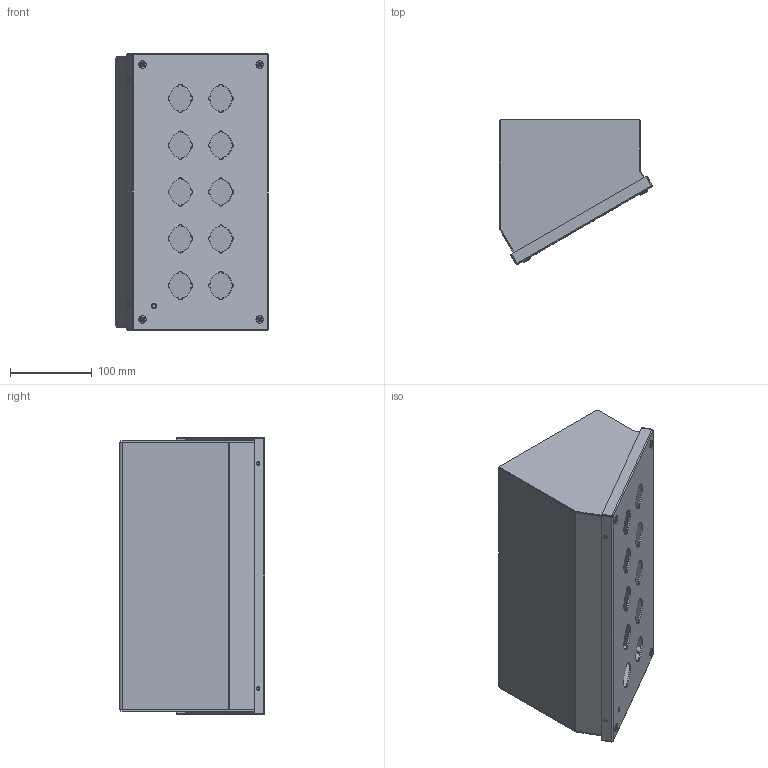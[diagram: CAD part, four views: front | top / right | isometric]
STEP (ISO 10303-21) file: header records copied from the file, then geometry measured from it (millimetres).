
FILE_DESCRIPTION (( 'STEP AP214' ), '1' );
FILE_NAME ('SCE-10PBA.STEP', '2021-01-13T21:27:06', ( '' ), ( '' ), 'SwSTEP 2.0', 'SolidWorks 2019', '' );
FILE_SCHEMA (( 'AUTOMOTIVE_DESIGN' ));
Length unit declared in the file: inch
Products named in the file (1): SCE-10PBA
Bounding box: 186.57 x 177.23 x 338.14 mm (x, y, z)
Volume: 484415.4 mm3; surface area: 626329.8 mm2
Topology: 20 solids, 20 shells, 727 faces, 1843 edges, 1180 vertices
Faces by surface type: cylinder 409, plane 250, torus 40, cone 20, sphere 8
Full cylindrical faces by diameter (mm): 4.762 x2, 4.763 x2, 4.902 x1, 6.756 x4
Entity records: 30904 total; most frequent: DIRECTION 4202, CARTESIAN_POINT 3802, ORIENTED_EDGE 3648, EDGE_CURVE 1824, AXIS2_PLACEMENT_3D 1674, VERTEX_POINT 1178, CIRCLE 946, VECTOR 854
